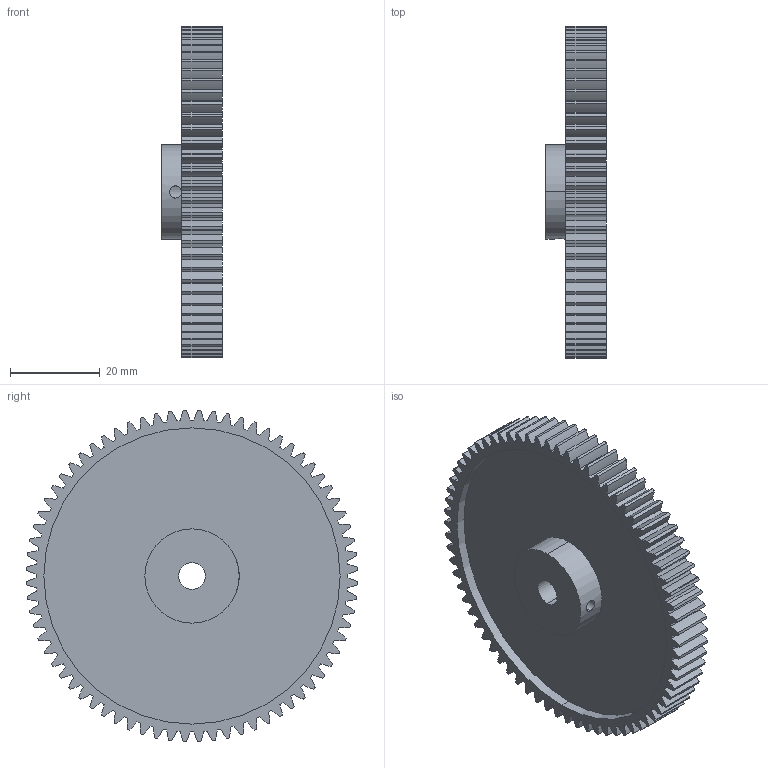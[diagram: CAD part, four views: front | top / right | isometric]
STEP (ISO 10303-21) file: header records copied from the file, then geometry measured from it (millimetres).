
FILE_DESCRIPTION (( 'STEP AP214' ), '1' );
FILE_NAME ('spur_gear_upper_1M_72T_28307201.step', '2023-05-17T11:19:41', ( '' ), ( '' ), 'SwSTEP 2.0', 'SolidWorks 2022', '' );
FILE_SCHEMA (( 'AUTOMOTIVE_DESIGN' ));
Length unit declared in the file: millimetre
Products named in the file (1): spur_gear_upper_1M_72T_28307201
Bounding box: 13.5 x 73.96 x 73.96 mm (x, y, z)
Volume: 30682.6 mm3; surface area: 13296.4 mm2
Topology: 1 solids, 1 shells, 305 faces, 903 edges, 602 vertices
Faces by surface type: cylinder 301, plane 4
Entity records: 10699 total; most frequent: DIRECTION 2109, CARTESIAN_POINT 1901, ORIENTED_EDGE 1806, AXIS2_PLACEMENT_3D 904, EDGE_CURVE 903, VERTEX_POINT 602, CIRCLE 598, EDGE_LOOP 311
